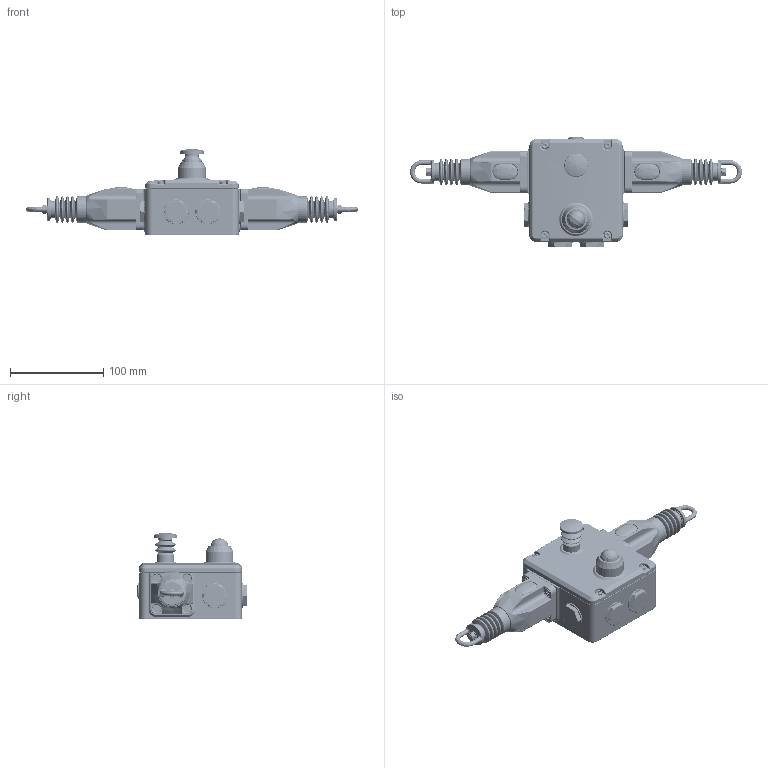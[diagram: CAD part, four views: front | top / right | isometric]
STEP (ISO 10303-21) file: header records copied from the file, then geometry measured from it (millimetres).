
FILE_DESCRIPTION (( 'STEP AP214' ), '1' );
FILE_NAME ('GLHD-141030-AS.STEP', '2021-06-11T12:02:50', ( '' ), ( '' ), 'SwSTEP 2.0', 'SolidWorks 2021', '' );
FILE_SCHEMA (( 'AUTOMOTIVE_DESIGN' ));
Length unit declared in the file: inch
Products named in the file (1): GLHD-141030-AS
Bounding box: 356.2 x 118.95 x 92.5 mm (x, y, z)
Volume: 349437.1 mm3; surface area: 221583.7 mm2
Topology: 48 solids, 48 shells, 5222 faces, 12536 edges, 7490 vertices
Faces by surface type: cylinder 1737, bspline 1457, plane 1454, cone 382, torus 184, sphere 8
Full cylindrical faces by diameter (mm): 19.05 x2
Entity records: 204961 total; most frequent: CARTESIAN_POINT 91750, ORIENTED_EDGE 24860, DIRECTION 22036, EDGE_CURVE 12430, AXIS2_PLACEMENT_3D 8389, VERTEX_POINT 7488, EDGE_LOOP 5542, LINE 5258
